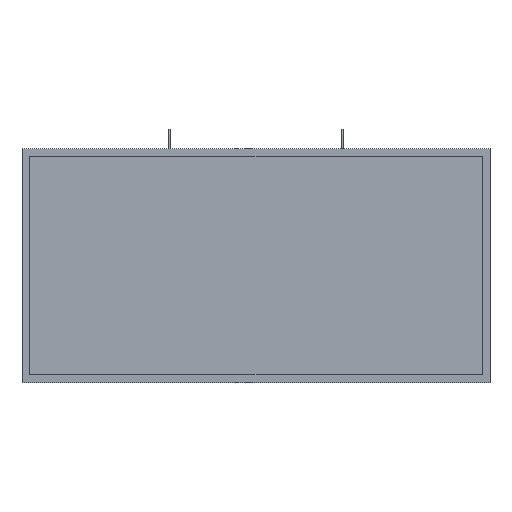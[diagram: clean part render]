
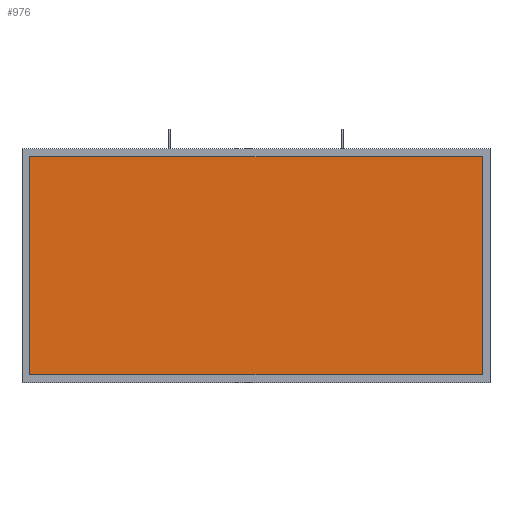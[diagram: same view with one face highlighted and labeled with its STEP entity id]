
A CAD part, front view. The second image highlights one B-rep face of the part: STEP entity #976.
In plain terms, the highlighted planar face has unit normal (0, -1, 0).
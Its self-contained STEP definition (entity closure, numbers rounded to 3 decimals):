
#184=ORIENTED_EDGE('',*,*,#373,.F.);
#185=ORIENTED_EDGE('',*,*,#379,.F.);
#186=ORIENTED_EDGE('',*,*,#377,.F.);
#187=ORIENTED_EDGE('',*,*,#375,.F.);
#373=EDGE_CURVE('',#484,#485,#593,.T.);
#375=EDGE_CURVE('',#485,#486,#595,.T.);
#377=EDGE_CURVE('',#486,#487,#597,.T.);
#379=EDGE_CURVE('',#487,#484,#599,.T.);
#484=VERTEX_POINT('',#1486);
#485=VERTEX_POINT('',#1488);
#486=VERTEX_POINT('',#1492);
#487=VERTEX_POINT('',#1496);
#593=LINE('',#1487,#717);
#595=LINE('',#1491,#719);
#597=LINE('',#1495,#721);
#599=LINE('',#1499,#723);
#717=VECTOR('',#1208,1000.);
#719=VECTOR('',#1212,1000.);
#721=VECTOR('',#1216,1000.);
#723=VECTOR('',#1220,1000.);
#802=EDGE_LOOP('',(#184,#185,#186,#187));
#868=FACE_BOUND('',#802,.T.);
#926=PLANE('',#1043);
#976=ADVANCED_FACE('',(#868),#926,.F.);
#1043=AXIS2_PLACEMENT_3D('',#1500,#1221,#1222);
#1208=DIRECTION('',(-1.,0.,0.));
#1212=DIRECTION('',(0.,0.,1.));
#1216=DIRECTION('',(1.,0.,0.));
#1220=DIRECTION('',(0.,0.,-1.));
#1221=DIRECTION('',(0.,1.,0.));
#1222=DIRECTION('',(0.,0.,1.));
#1486=CARTESIAN_POINT('',(290.,2.,-140.));
#1487=CARTESIAN_POINT('',(290.,2.,-140.));
#1488=CARTESIAN_POINT('',(-290.,2.,-140.));
#1491=CARTESIAN_POINT('',(-290.,2.,-140.));
#1492=CARTESIAN_POINT('',(-290.,2.,140.));
#1495=CARTESIAN_POINT('',(-290.,2.,140.));
#1496=CARTESIAN_POINT('',(290.,2.,140.));
#1499=CARTESIAN_POINT('',(290.,2.,140.));
#1500=CARTESIAN_POINT('',(0.,2.,0.));
